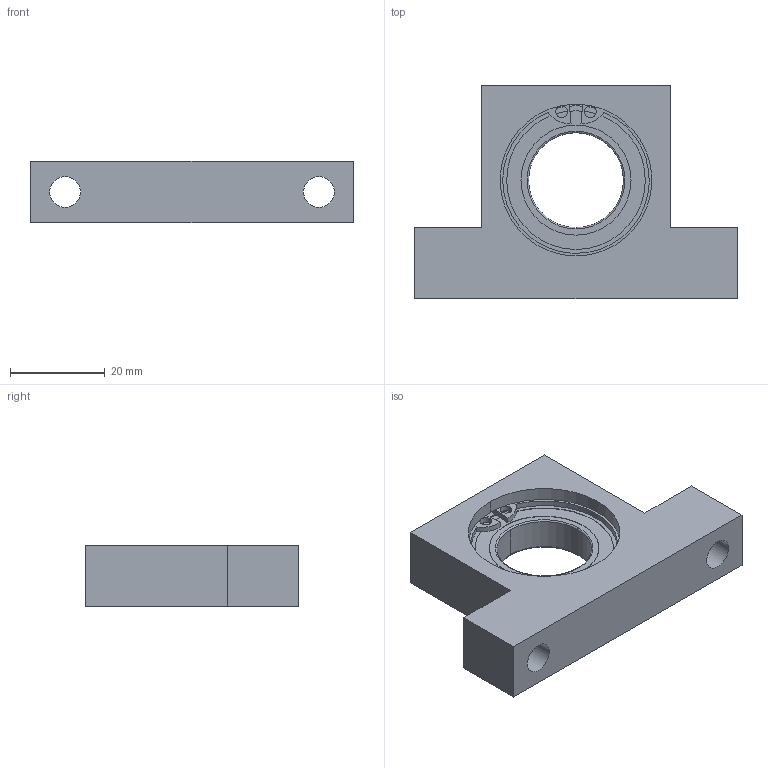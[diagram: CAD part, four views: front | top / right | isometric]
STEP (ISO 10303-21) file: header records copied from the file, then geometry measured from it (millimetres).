
FILE_DESCRIPTION( ( '' ), '1' );
FILE_NAME( 'BGHFB6804ZZ-25.stp', '2015-08-27T07:34:45', ( '' ), ( '' ), ' ', ' ', ' ' );
FILE_SCHEMA( ( 'CONFIG_CONTROL_DESIGN' ) );
Length unit declared in the file: millimetre
Products named in the file (3): 1; 2; 3
Bounding box: 68 x 45 x 13 mm (x, y, z)
Volume: 21157.1 mm3; surface area: 10852.4 mm2
Topology: 3 solids, 3 shells, 63 faces, 153 edges, 103 vertices
Faces by surface type: cylinder 34, plane 23, torus 6
Entity records: 2056 total; most frequent: DIRECTION 374, CARTESIAN_POINT 322, ORIENTED_EDGE 306, AXIS2_PLACEMENT_3D 155, EDGE_CURVE 153, VERTEX_POINT 103, CIRCLE 89, EDGE_LOOP 82
